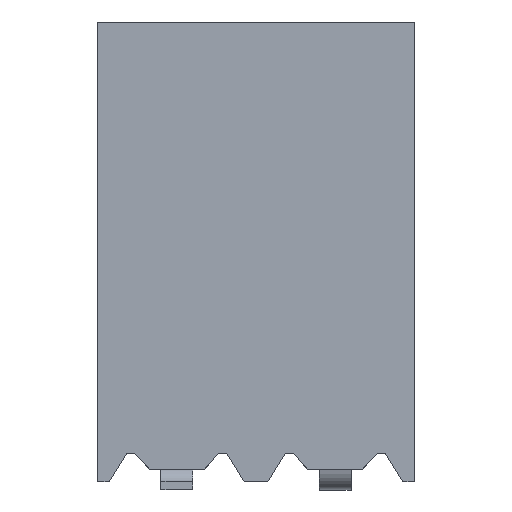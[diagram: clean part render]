
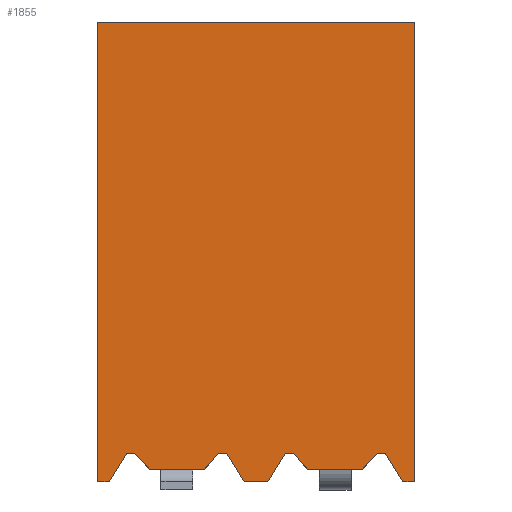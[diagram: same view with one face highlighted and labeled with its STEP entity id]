
A CAD part, top view. The second image highlights one B-rep face of the part: STEP entity #1855.
In plain terms, the highlighted planar face has unit normal (0, 0, 1).
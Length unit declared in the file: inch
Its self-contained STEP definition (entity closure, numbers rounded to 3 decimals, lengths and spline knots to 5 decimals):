
#295=ORIENTED_EDGE('',*,*,#730,.F.);
#296=ORIENTED_EDGE('',*,*,#695,.T.);
#297=ORIENTED_EDGE('',*,*,#731,.F.);
#298=ORIENTED_EDGE('',*,*,#732,.F.);
#299=ORIENTED_EDGE('',*,*,#733,.T.);
#300=ORIENTED_EDGE('',*,*,#704,.T.);
#301=ORIENTED_EDGE('',*,*,#734,.F.);
#302=ORIENTED_EDGE('',*,*,#735,.F.);
#303=ORIENTED_EDGE('',*,*,#736,.F.);
#304=ORIENTED_EDGE('',*,*,#737,.F.);
#305=ORIENTED_EDGE('',*,*,#738,.F.);
#306=ORIENTED_EDGE('',*,*,#739,.F.);
#307=ORIENTED_EDGE('',*,*,#740,.F.);
#308=ORIENTED_EDGE('',*,*,#699,.T.);
#309=ORIENTED_EDGE('',*,*,#741,.F.);
#310=ORIENTED_EDGE('',*,*,#742,.F.);
#311=ORIENTED_EDGE('',*,*,#743,.F.);
#312=ORIENTED_EDGE('',*,*,#744,.F.);
#313=ORIENTED_EDGE('',*,*,#745,.F.);
#314=ORIENTED_EDGE('',*,*,#746,.F.);
#695=EDGE_CURVE('',#923,#924,#1127,.T.);
#699=EDGE_CURVE('',#927,#928,#1131,.T.);
#704=EDGE_CURVE('',#933,#931,#1136,.T.);
#730=EDGE_CURVE('',#923,#953,#1162,.T.);
#731=EDGE_CURVE('',#954,#924,#1163,.T.);
#732=EDGE_CURVE('',#955,#954,#1164,.T.);
#733=EDGE_CURVE('',#955,#933,#1165,.T.);
#734=EDGE_CURVE('',#956,#931,#1166,.T.);
#735=EDGE_CURVE('',#957,#956,#1167,.T.);
#736=EDGE_CURVE('',#958,#957,#1168,.T.);
#737=EDGE_CURVE('',#959,#958,#1169,.T.);
#738=EDGE_CURVE('',#960,#959,#1170,.T.);
#739=EDGE_CURVE('',#961,#960,#1171,.T.);
#740=EDGE_CURVE('',#927,#961,#1172,.T.);
#741=EDGE_CURVE('',#962,#928,#1173,.T.);
#742=EDGE_CURVE('',#963,#962,#1174,.T.);
#743=EDGE_CURVE('',#964,#963,#1175,.T.);
#744=EDGE_CURVE('',#965,#964,#1176,.T.);
#745=EDGE_CURVE('',#966,#965,#1177,.T.);
#746=EDGE_CURVE('',#953,#966,#1178,.T.);
#923=VERTEX_POINT('',#2750);
#924=VERTEX_POINT('',#2751);
#927=VERTEX_POINT('',#2759);
#928=VERTEX_POINT('',#2760);
#931=VERTEX_POINT('',#2768);
#933=VERTEX_POINT('',#2771);
#953=VERTEX_POINT('',#2822);
#954=VERTEX_POINT('',#2824);
#955=VERTEX_POINT('',#2826);
#956=VERTEX_POINT('',#2829);
#957=VERTEX_POINT('',#2831);
#958=VERTEX_POINT('',#2833);
#959=VERTEX_POINT('',#2835);
#960=VERTEX_POINT('',#2837);
#961=VERTEX_POINT('',#2839);
#962=VERTEX_POINT('',#2842);
#963=VERTEX_POINT('',#2844);
#964=VERTEX_POINT('',#2846);
#965=VERTEX_POINT('',#2848);
#966=VERTEX_POINT('',#2850);
#1127=LINE('',#2749,#1383);
#1131=LINE('',#2758,#1387);
#1136=LINE('',#2770,#1392);
#1162=LINE('',#2821,#1418);
#1163=LINE('',#2823,#1419);
#1164=LINE('',#2825,#1420);
#1165=LINE('',#2827,#1421);
#1166=LINE('',#2828,#1422);
#1167=LINE('',#2830,#1423);
#1168=LINE('',#2832,#1424);
#1169=LINE('',#2834,#1425);
#1170=LINE('',#2836,#1426);
#1171=LINE('',#2838,#1427);
#1172=LINE('',#2840,#1428);
#1173=LINE('',#2841,#1429);
#1174=LINE('',#2843,#1430);
#1175=LINE('',#2845,#1431);
#1176=LINE('',#2847,#1432);
#1177=LINE('',#2849,#1433);
#1178=LINE('',#2851,#1434);
#1383=VECTOR('',#2248,39.37008);
#1387=VECTOR('',#2254,39.37008);
#1392=VECTOR('',#2261,39.37008);
#1418=VECTOR('',#2297,39.37008);
#1419=VECTOR('',#2298,39.37008);
#1420=VECTOR('',#2299,39.37008);
#1421=VECTOR('',#2300,39.37008);
#1422=VECTOR('',#2301,39.37008);
#1423=VECTOR('',#2302,39.37008);
#1424=VECTOR('',#2303,39.37008);
#1425=VECTOR('',#2304,39.37008);
#1426=VECTOR('',#2305,39.37008);
#1427=VECTOR('',#2306,39.37008);
#1428=VECTOR('',#2307,39.37008);
#1429=VECTOR('',#2308,39.37008);
#1430=VECTOR('',#2309,39.37008);
#1431=VECTOR('',#2310,39.37008);
#1432=VECTOR('',#2311,39.37008);
#1433=VECTOR('',#2312,39.37008);
#1434=VECTOR('',#2313,39.37008);
#1570=EDGE_LOOP('',(#295,#296,#297,#298,#299,#300,#301,#302,#303,#304,#305,
#306,#307,#308,#309,#310,#311,#312,#313,#314));
#1668=FACE_BOUND('',#1570,.T.);
#1762=PLANE('',#1983);
#1855=ADVANCED_FACE('',(#1668),#1762,.F.);
#1983=AXIS2_PLACEMENT_3D('',#2820,#2295,#2296);
#2248=DIRECTION('',(1.,0.,0.));
#2254=DIRECTION('',(1.,0.,0.));
#2261=DIRECTION('',(1.,0.,0.));
#2295=DIRECTION('',(0.,0.,-1.));
#2296=DIRECTION('',(-1.,0.,0.));
#2297=DIRECTION('',(-0.521,0.853,0.));
#2298=DIRECTION('',(0.,-1.,0.));
#2299=DIRECTION('',(1.,0.,0.));
#2300=DIRECTION('',(0.,-1.,0.));
#2301=DIRECTION('',(-0.521,-0.853,0.));
#2302=DIRECTION('',(-1.,0.,0.));
#2303=DIRECTION('',(-0.669,0.743,0.));
#2304=DIRECTION('',(-1.,0.,0.));
#2305=DIRECTION('',(-0.669,-0.743,0.));
#2306=DIRECTION('',(-1.,0.,0.));
#2307=DIRECTION('',(-0.521,0.853,0.));
#2308=DIRECTION('',(-0.521,-0.853,0.));
#2309=DIRECTION('',(-1.,0.,0.));
#2310=DIRECTION('',(-0.669,0.743,0.));
#2311=DIRECTION('',(-1.,0.,0.));
#2312=DIRECTION('',(-0.669,-0.743,0.));
#2313=DIRECTION('',(-1.,0.,0.));
#2749=CARTESIAN_POINT('',(-0.1,0.,0.05));
#2750=CARTESIAN_POINT('',(0.0925,0.,0.05));
#2751=CARTESIAN_POINT('',(0.1,0.,0.05));
#2758=CARTESIAN_POINT('',(-0.1,0.,0.05));
#2759=CARTESIAN_POINT('',(-0.0075,0.,0.05));
#2760=CARTESIAN_POINT('',(0.0075,0.,0.05));
#2768=CARTESIAN_POINT('',(-0.0925,0.,0.05));
#2770=CARTESIAN_POINT('',(-0.1,0.,0.05));
#2771=CARTESIAN_POINT('',(-0.1,0.,0.05));
#2820=CARTESIAN_POINT('',(-0.1,0.29,0.05));
#2821=CARTESIAN_POINT('',(-0.08888,0.2968,0.05));
#2822=CARTESIAN_POINT('',(0.0815,0.018,0.05));
#2823=CARTESIAN_POINT('',(0.1,0.29,0.05));
#2824=CARTESIAN_POINT('',(0.1,0.29,0.05));
#2825=CARTESIAN_POINT('',(-0.1,0.29,0.05));
#2826=CARTESIAN_POINT('',(-0.1,0.29,0.05));
#2827=CARTESIAN_POINT('',(-0.1,0.29,0.05));
#2828=CARTESIAN_POINT('',(0.03449,0.20781,0.05));
#2829=CARTESIAN_POINT('',(-0.0815,0.018,0.05));
#2830=CARTESIAN_POINT('',(-0.1,0.018,0.05));
#2831=CARTESIAN_POINT('',(-0.0765,0.018,0.05));
#2832=CARTESIAN_POINT('',(-0.22227,0.17996,0.05));
#2833=CARTESIAN_POINT('',(-0.0675,0.008,0.05));
#2834=CARTESIAN_POINT('',(-0.1,0.008,0.05));
#2835=CARTESIAN_POINT('',(-0.0325,0.008,0.05));
#2836=CARTESIAN_POINT('',(0.07751,0.13024,0.05));
#2837=CARTESIAN_POINT('',(-0.0235,0.018,0.05));
#2838=CARTESIAN_POINT('',(-0.1,0.018,0.05));
#2839=CARTESIAN_POINT('',(-0.0185,0.018,0.05));
#2840=CARTESIAN_POINT('',(-0.16169,0.2523,0.05));
#2841=CARTESIAN_POINT('',(0.1073,0.16331,0.05));
#2842=CARTESIAN_POINT('',(0.0185,0.018,0.05));
#2843=CARTESIAN_POINT('',(-0.1,0.018,0.05));
#2844=CARTESIAN_POINT('',(0.0235,0.018,0.05));
#2845=CARTESIAN_POINT('',(-0.16702,0.22969,0.05));
#2846=CARTESIAN_POINT('',(0.0325,0.008,0.05));
#2847=CARTESIAN_POINT('',(-0.1,0.008,0.05));
#2848=CARTESIAN_POINT('',(0.0675,0.008,0.05));
#2849=CARTESIAN_POINT('',(0.13276,0.08051,0.05));
#2850=CARTESIAN_POINT('',(0.0765,0.018,0.05));
#2851=CARTESIAN_POINT('',(-0.1,0.018,0.05));
